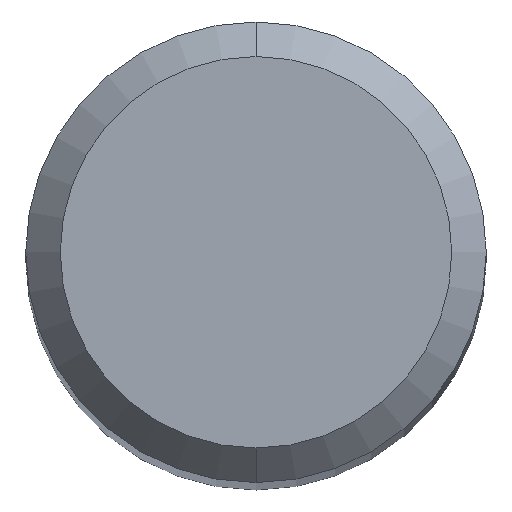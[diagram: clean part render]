
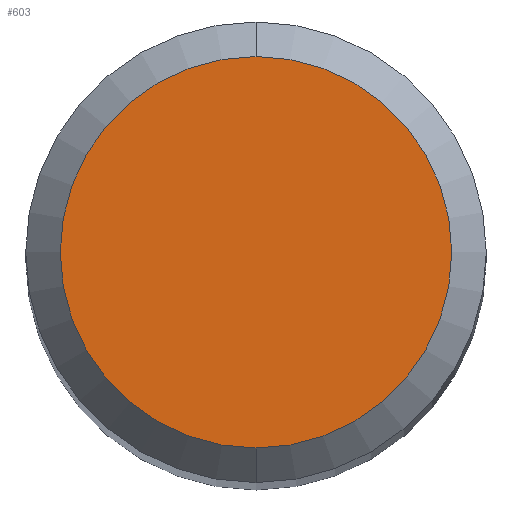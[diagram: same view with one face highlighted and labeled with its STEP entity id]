
A CAD part, top view. The second image highlights one B-rep face of the part: STEP entity #603.
In plain terms, the highlighted planar face has unit normal (0, 0, 1).
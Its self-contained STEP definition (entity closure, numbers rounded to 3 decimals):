
#521=VERTEX_POINT('',#1493);
#569=EDGE_CURVE('',#521,#1349,#1544,.T.);
#603=ADVANCED_FACE('',(#1581),#1582,.T.);
#789=EDGE_CURVE('',#1349,#521,#1784,.T.);
#1349=VERTEX_POINT('',#2397);
#1493=CARTESIAN_POINT('',(0.0,1.7,0.0));
#1544=CIRCLE('',#2836,1.7);
#1581=FACE_OUTER_BOUND('',#2922,.T.);
#1582=PLANE('',#2923);
#1784=CIRCLE('',#3670,1.7);
#2397=CARTESIAN_POINT('',(0.,-1.7,0.0));
#2836=AXIS2_PLACEMENT_3D('',#6196,#6197,#6198);
#2922=EDGE_LOOP('',(#6228,#6229));
#2923=AXIS2_PLACEMENT_3D('',#6230,#6231,#6232);
#3670=AXIS2_PLACEMENT_3D('',#6419,#6420,#6421);
#6196=CARTESIAN_POINT('',(0.0,0.0,0.0));
#6197=DIRECTION('',(0.0,0.0,-1.0));
#6198=DIRECTION('',(0.0,1.0,0.0));
#6228=ORIENTED_EDGE('',*,*,#569,.F.);
#6229=ORIENTED_EDGE('',*,*,#789,.F.);
#6230=CARTESIAN_POINT('',(0.0,0.85,0.0));
#6231=DIRECTION('',(-0.0,0.0,1.0));
#6232=DIRECTION('',(0.0,-1.0,0.0));
#6419=CARTESIAN_POINT('',(0.0,0.0,0.0));
#6420=DIRECTION('',(0.0,0.0,-1.0));
#6421=DIRECTION('',(0.0,1.0,0.0));
